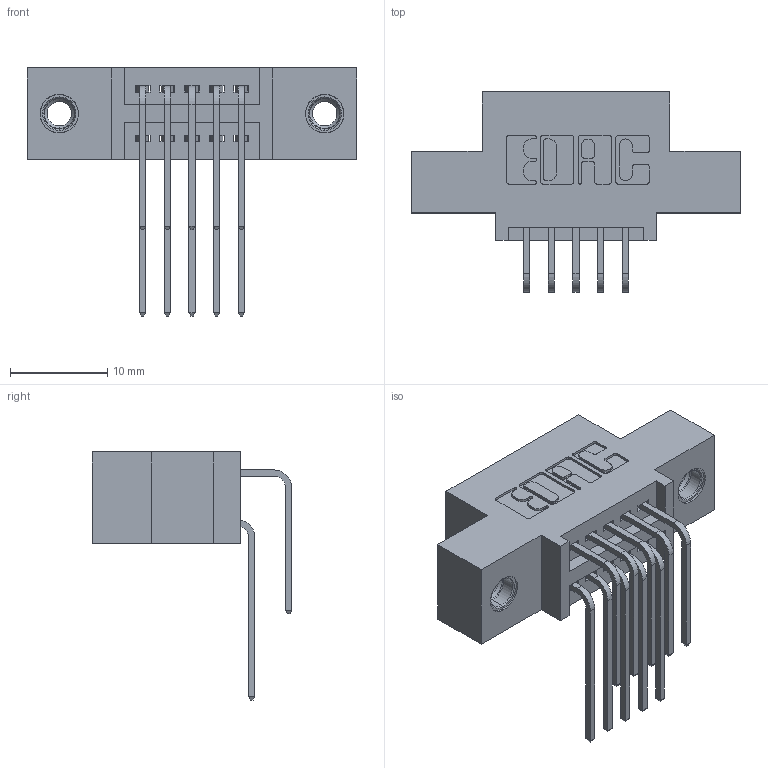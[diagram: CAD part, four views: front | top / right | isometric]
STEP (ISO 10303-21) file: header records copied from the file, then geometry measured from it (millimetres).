
FILE_DESCRIPTION (( 'STEP AP203' ), '1' );
FILE_NAME ('345-010-559-507.STEP', '2018-08-17T22:14:53', ( '' ), ( '' ), 'SwSTEP 2.0', 'SolidWorks 2016', '' );
FILE_SCHEMA (( 'CONFIG_CONTROL_DESIGN' ));
Length unit declared in the file: inch
Products named in the file (5): 345 Part_0.110 Offset - 0.156 Dia-TI; 345-292-001_558 559 Tail - 1; 345-292-001_559 Tail - 2; 345-250-001_345-250-005-103; 345-010-559-507
Assembly tree (13 placements, depth 2):
  345-010-559-507
    345 Part_0.110 Offset - 0.156 Dia-TI
    345-292-001_558 559 Tail - 1  x5
    345-292-001_559 Tail - 2  x5
    345-250-001_345-250-005-103  x2
Bounding box: 33.91 x 20.56 x 25.53 mm (x, y, z)
Volume: 2921.3 mm3; surface area: 3993.6 mm2
Topology: 13 solids, 13 shells, 710 faces, 2039 edges, 1338 vertices
Faces by surface type: plane 466, cylinder 228, cone 12, torus 4
Entity records: 11874 total; most frequent: CARTESIAN_POINT 2054, ORIENTED_EDGE 1930, DIRECTION 1855, EDGE_CURVE 965, VECTOR 753, LINE 753, VERTEX_POINT 636, AXIS2_PLACEMENT_3D 551
